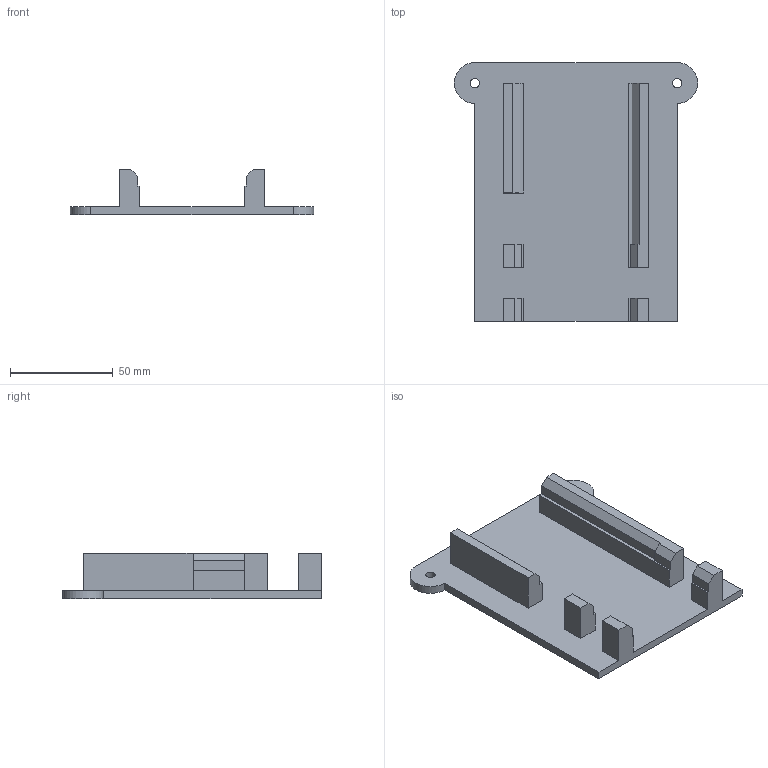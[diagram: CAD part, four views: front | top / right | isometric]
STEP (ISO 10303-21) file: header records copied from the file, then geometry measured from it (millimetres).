
FILE_DESCRIPTION(('FreeCAD Model'),'2;1');
FILE_NAME('Open CASCADE Shape Model','2025-03-19T21:10:09',(''),(''), 'Open CASCADE STEP processor 7.6','FreeCAD','Unknown');
FILE_SCHEMA(('AUTOMOTIVE_DESIGN { 1 0 10303 214 1 1 1 1 }'));
Length unit declared in the file: millimetre
Products named in the file (1): Holder
Bounding box: 118.63 x 126.23 x 22.19 mm (x, y, z)
Volume: 79865.5 mm3; surface area: 35245.1 mm2
Topology: 1 solids, 1 shells, 51 faces, 140 edges, 94 vertices
Faces by surface type: plane 47, cylinder 4
Full cylindrical faces by diameter (mm): 4.5 x2
Entity records: 3472 total; most frequent: CARTESIAN_POINT 614, DIRECTION 524, LINE 404, VECTOR 404, ORIENTED_EDGE 280, PCURVE 280, DEFINITIONAL_REPRESENTATION 280, EDGE_CURVE 140
